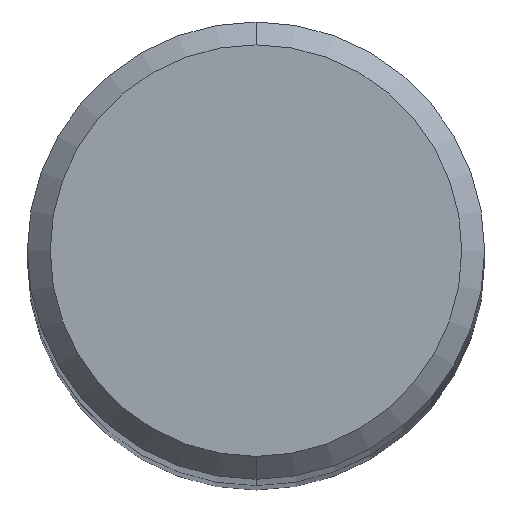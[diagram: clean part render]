
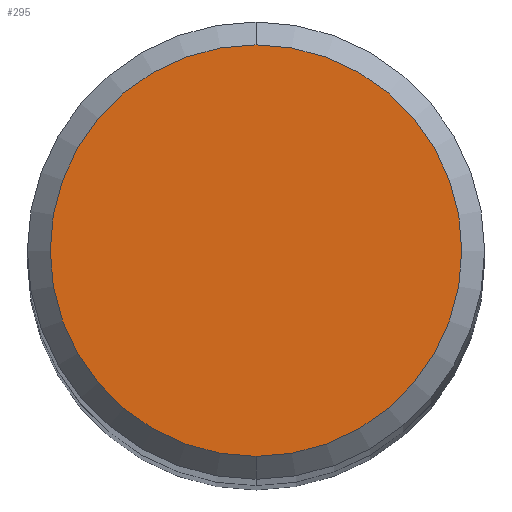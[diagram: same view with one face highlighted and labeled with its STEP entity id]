
A CAD part, top view. The second image highlights one B-rep face of the part: STEP entity #295.
In plain terms, the highlighted planar face has unit normal (0, 0, 1).
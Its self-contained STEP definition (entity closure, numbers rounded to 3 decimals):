
#295=ADVANCED_FACE('',(#587),#588,.T.);
#311=EDGE_CURVE('',#315,#377,#606,.T.);
#315=VERTEX_POINT('',#610);
#377=VERTEX_POINT('',#676);
#407=EDGE_CURVE('',#377,#315,#708,.T.);
#587=FACE_OUTER_BOUND('',#1029,.T.);
#588=PLANE('',#1030);
#606=CIRCLE('',#1077,4.5);
#610=CARTESIAN_POINT('',(0.0,4.5,0.0));
#676=CARTESIAN_POINT('',(0.,-4.5,0.0));
#708=CIRCLE('',#1293,4.5);
#1029=EDGE_LOOP('',(#1537,#1538));
#1030=AXIS2_PLACEMENT_3D('',#1539,#1540,#1541);
#1077=AXIS2_PLACEMENT_3D('',#1568,#1569,#1570);
#1293=AXIS2_PLACEMENT_3D('',#1652,#1653,#1654);
#1537=ORIENTED_EDGE('',*,*,#311,.F.);
#1538=ORIENTED_EDGE('',*,*,#407,.F.);
#1539=CARTESIAN_POINT('',(0.0,2.25,0.0));
#1540=DIRECTION('',(-0.0,0.0,1.0));
#1541=DIRECTION('',(0.0,-1.0,0.0));
#1568=CARTESIAN_POINT('',(0.0,0.0,0.0));
#1569=DIRECTION('',(0.0,0.0,-1.0));
#1570=DIRECTION('',(0.0,1.0,0.0));
#1652=CARTESIAN_POINT('',(0.0,0.0,0.0));
#1653=DIRECTION('',(0.0,0.0,-1.0));
#1654=DIRECTION('',(0.0,1.0,0.0));
